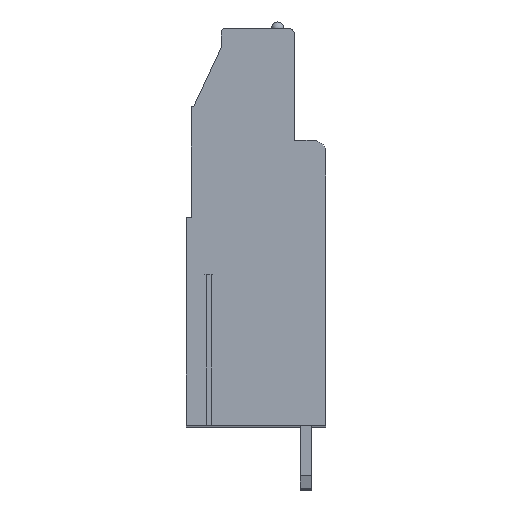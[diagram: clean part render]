
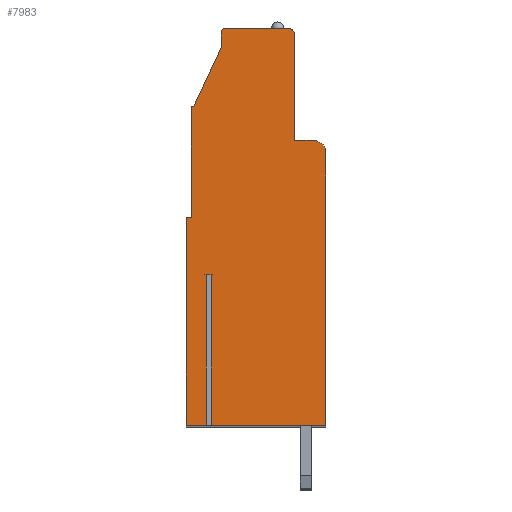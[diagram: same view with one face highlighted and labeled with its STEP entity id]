
A CAD part, top view. The second image highlights one B-rep face of the part: STEP entity #7983.
In plain terms, the highlighted planar face has unit normal (0, 0, 1).
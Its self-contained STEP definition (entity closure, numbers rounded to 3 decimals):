
#28=DIRECTION('',(-1.,0.,0.));
#29=VECTOR('',#28,0.38);
#30=CARTESIAN_POINT('',(-3.56,-3.8,78.74));
#31=LINE('',#30,#29);
#32=DIRECTION('',(0.,1.,0.));
#33=VECTOR('',#32,11.95);
#34=CARTESIAN_POINT('',(-3.94,-15.75,78.74));
#35=LINE('',#34,#33);
#36=DIRECTION('',(1.,0.,0.));
#37=VECTOR('',#36,1.61);
#38=CARTESIAN_POINT('',(-5.55,-15.75,78.74));
#39=LINE('',#38,#37);
#40=DIRECTION('',(0.,-1.,0.));
#41=VECTOR('',#40,16.5);
#42=CARTESIAN_POINT('',(-5.55,0.75,78.74));
#43=LINE('',#42,#41);
#44=DIRECTION('',(-1.,0.,0.));
#45=VECTOR('',#44,0.4);
#46=CARTESIAN_POINT('',(-5.15,0.75,78.74));
#47=LINE('',#46,#45);
#48=DIRECTION('',(0.,-1.,0.));
#49=VECTOR('',#48,8.6);
#50=CARTESIAN_POINT('',(-5.15,9.35,78.74));
#51=LINE('',#50,#49);
#52=CARTESIAN_POINT('',(-4.95,9.35,78.74));
#53=DIRECTION('',(0.,0.,1.));
#54=DIRECTION('',(0.,1.,0.));
#55=AXIS2_PLACEMENT_3D('',#52,#53,#54);
#57=DIRECTION('',(-0.424,-0.906,0.));
#58=VECTOR('',#57,5.189);
#59=CARTESIAN_POINT('',(-2.75,14.25,78.74));
#60=LINE('',#59,#58);
#61=DIRECTION('',(0.,-1.,0.));
#62=VECTOR('',#61,1.2);
#63=CARTESIAN_POINT('',(-2.75,15.45,78.74));
#64=LINE('',#63,#62);
#65=CARTESIAN_POINT('',(-2.45,15.45,78.74));
#66=DIRECTION('',(0.,0.,1.));
#67=DIRECTION('',(0.,1.,0.));
#68=AXIS2_PLACEMENT_3D('',#65,#66,#67);
#70=DIRECTION('',(-1.,0.,0.));
#71=VECTOR('',#70,5.);
#72=CARTESIAN_POINT('',(2.55,15.75,78.74));
#73=LINE('',#72,#71);
#74=CARTESIAN_POINT('',(2.55,15.25,78.74));
#75=DIRECTION('',(0.,0.,1.));
#76=DIRECTION('',(1.,0.,0.));
#77=AXIS2_PLACEMENT_3D('',#74,#75,#76);
#79=DIRECTION('',(0.,1.,0.));
#80=VECTOR('',#79,8.4);
#81=CARTESIAN_POINT('',(3.05,6.85,78.74));
#82=LINE('',#81,#80);
#83=DIRECTION('',(-1.,0.,0.));
#84=VECTOR('',#83,1.5);
#85=CARTESIAN_POINT('',(4.55,6.85,78.74));
#86=LINE('',#85,#84);
#87=CARTESIAN_POINT('',(4.55,5.85,78.74));
#88=DIRECTION('',(0.,0.,1.));
#89=DIRECTION('',(1.,0.,0.));
#90=AXIS2_PLACEMENT_3D('',#87,#88,#89);
#92=DIRECTION('',(0.,1.,0.));
#93=VECTOR('',#92,21.6);
#94=CARTESIAN_POINT('',(5.55,-15.75,78.74));
#95=LINE('',#94,#93);
#96=DIRECTION('',(1.,0.,0.));
#97=VECTOR('',#96,9.11);
#98=CARTESIAN_POINT('',(-3.56,-15.75,78.74));
#99=LINE('',#98,#97);
#100=DIRECTION('',(0.,1.,0.));
#101=VECTOR('',#100,11.95);
#102=CARTESIAN_POINT('',(-3.56,-15.75,78.74));
#103=LINE('',#102,#101);
#6132=CARTESIAN_POINT('',(5.55,-15.75,78.74));
#6133=CARTESIAN_POINT('',(5.55,5.85,78.74));
#6134=VERTEX_POINT('',#6132);
#6135=VERTEX_POINT('',#6133);
#6136=CARTESIAN_POINT('',(4.55,6.85,78.74));
#6137=VERTEX_POINT('',#6136);
#6138=CARTESIAN_POINT('',(3.05,6.85,78.74));
#6139=VERTEX_POINT('',#6138);
#6140=CARTESIAN_POINT('',(3.05,15.25,78.74));
#6141=VERTEX_POINT('',#6140);
#6142=CARTESIAN_POINT('',(2.55,15.75,78.74));
#6143=VERTEX_POINT('',#6142);
#6144=CARTESIAN_POINT('',(-2.45,15.75,78.74));
#6145=VERTEX_POINT('',#6144);
#6146=CARTESIAN_POINT('',(-2.75,15.45,78.74));
#6147=VERTEX_POINT('',#6146);
#6148=CARTESIAN_POINT('',(-2.75,14.25,78.74));
#6149=VERTEX_POINT('',#6148);
#6150=CARTESIAN_POINT('',(-4.95,9.55,78.74));
#6151=VERTEX_POINT('',#6150);
#6152=CARTESIAN_POINT('',(-5.55,0.75,78.74));
#6153=CARTESIAN_POINT('',(-5.55,-15.75,78.74));
#6154=VERTEX_POINT('',#6152);
#6155=VERTEX_POINT('',#6153);
#6200=CARTESIAN_POINT('',(-3.56,-3.8,78.74));
#6201=CARTESIAN_POINT('',(-3.94,-3.8,78.74));
#6202=VERTEX_POINT('',#6200);
#6203=VERTEX_POINT('',#6201);
#6204=CARTESIAN_POINT('',(-3.56,-15.75,78.74));
#6205=VERTEX_POINT('',#6204);
#6206=CARTESIAN_POINT('',(-3.94,-15.75,78.74));
#6207=VERTEX_POINT('',#6206);
#6216=CARTESIAN_POINT('',(-5.15,9.35,78.74));
#6217=VERTEX_POINT('',#6216);
#6218=CARTESIAN_POINT('',(-5.15,0.75,78.74));
#6219=VERTEX_POINT('',#6218);
#7940=CARTESIAN_POINT('',(0.,0.,78.74));
#7941=DIRECTION('',(0.,0.,1.));
#7942=DIRECTION('',(1.,0.,0.));
#7943=AXIS2_PLACEMENT_3D('',#7940,#7941,#7942);
#7944=PLANE('',#7943);
#7946=ORIENTED_EDGE('',*,*,#7945,.T.);
#7948=ORIENTED_EDGE('',*,*,#7947,.F.);
#7950=ORIENTED_EDGE('',*,*,#7949,.F.);
#7952=ORIENTED_EDGE('',*,*,#7951,.F.);
#7954=ORIENTED_EDGE('',*,*,#7953,.F.);
#7956=ORIENTED_EDGE('',*,*,#7955,.F.);
#7958=ORIENTED_EDGE('',*,*,#7957,.F.);
#7960=ORIENTED_EDGE('',*,*,#7959,.F.);
#7962=ORIENTED_EDGE('',*,*,#7961,.F.);
#7964=ORIENTED_EDGE('',*,*,#7963,.F.);
#7966=ORIENTED_EDGE('',*,*,#7965,.F.);
#7968=ORIENTED_EDGE('',*,*,#7967,.F.);
#7970=ORIENTED_EDGE('',*,*,#7969,.F.);
#7972=ORIENTED_EDGE('',*,*,#7971,.F.);
#7974=ORIENTED_EDGE('',*,*,#7973,.F.);
#7976=ORIENTED_EDGE('',*,*,#7975,.F.);
#7978=ORIENTED_EDGE('',*,*,#7977,.F.);
#7980=ORIENTED_EDGE('',*,*,#7979,.T.);
#7981=EDGE_LOOP('',(#7946,#7948,#7950,#7952,#7954,#7956,#7958,#7960,#7962,#7964,
#7966,#7968,#7970,#7972,#7974,#7976,#7978,#7980));
#7982=FACE_OUTER_BOUND('',#7981,.F.);
#56=CIRCLE('',#55,0.2);
#69=CIRCLE('',#68,0.3);
#78=CIRCLE('',#77,0.5);
#91=CIRCLE('',#90,1.);
#7945=EDGE_CURVE('',#6202,#6203,#31,.T.);
#7947=EDGE_CURVE('',#6207,#6203,#35,.T.);
#7949=EDGE_CURVE('',#6155,#6207,#39,.T.);
#7951=EDGE_CURVE('',#6154,#6155,#43,.T.);
#7953=EDGE_CURVE('',#6219,#6154,#47,.T.);
#7955=EDGE_CURVE('',#6217,#6219,#51,.T.);
#7957=EDGE_CURVE('',#6151,#6217,#56,.T.);
#7959=EDGE_CURVE('',#6149,#6151,#60,.T.);
#7961=EDGE_CURVE('',#6147,#6149,#64,.T.);
#7963=EDGE_CURVE('',#6145,#6147,#69,.T.);
#7965=EDGE_CURVE('',#6143,#6145,#73,.T.);
#7967=EDGE_CURVE('',#6141,#6143,#78,.T.);
#7969=EDGE_CURVE('',#6139,#6141,#82,.T.);
#7971=EDGE_CURVE('',#6137,#6139,#86,.T.);
#7973=EDGE_CURVE('',#6135,#6137,#91,.T.);
#7975=EDGE_CURVE('',#6134,#6135,#95,.T.);
#7977=EDGE_CURVE('',#6205,#6134,#99,.T.);
#7979=EDGE_CURVE('',#6205,#6202,#103,.T.);
#7983=ADVANCED_FACE('',(#7982),#7944,.T.);
